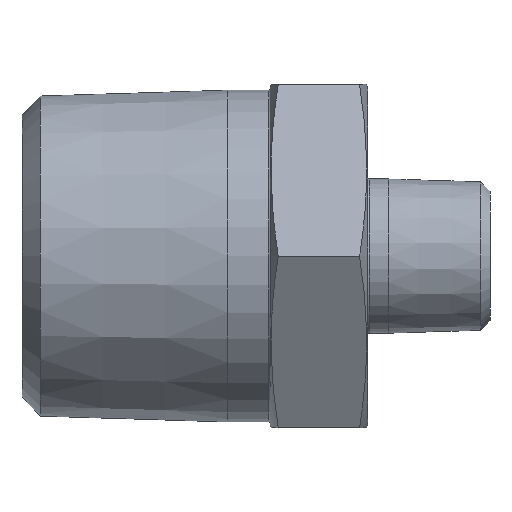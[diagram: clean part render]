
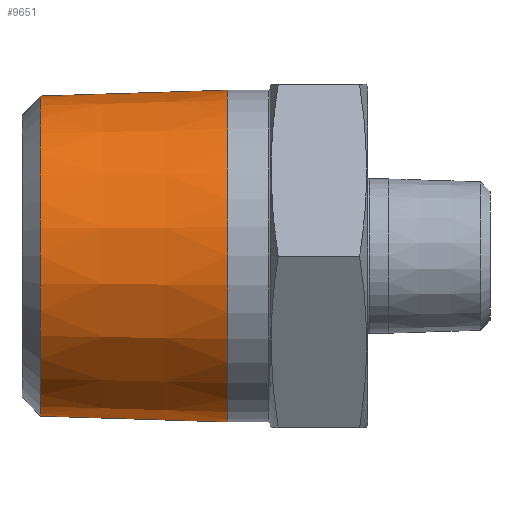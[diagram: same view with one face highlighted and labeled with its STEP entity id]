
A CAD part, front view. The second image highlights one B-rep face of the part: STEP entity #9651.
In plain terms, the highlighted conical face has half-angle 1.79 degrees and reference radius 10.477 mm.
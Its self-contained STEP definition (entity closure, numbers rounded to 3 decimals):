
#613 = CARTESIAN_POINT ( 'NONE',  ( 13.2, 0., 10.634 ) ) ;
#1560 = EDGE_LOOP ( 'NONE', ( #13731 ) ) ;
#2161 = AXIS2_PLACEMENT_3D ( 'NONE', #9160, #14699, #10444 ) ;
#2402 = ORIENTED_EDGE ( 'NONE', *, *, #14672, .T. ) ;
#2673 = EDGE_LOOP ( 'NONE', ( #2402 ) ) ;
#3004 = FACE_OUTER_BOUND ( 'NONE', #2673, .T. ) ;
#3878 = CIRCLE ( 'NONE', #2161, 10.634 ) ;
#4094 = FACE_BOUND ( 'NONE', #1560, .T. ) ;
#4180 = CARTESIAN_POINT ( 'NONE',  ( 8.2, 0., 0. ) ) ;
#4299 = CONICAL_SURFACE ( 'NONE', #5465, 10.477, 0.031 ) ;
#5465 = AXIS2_PLACEMENT_3D ( 'NONE', #4180, #16884, #8167 ) ;
#6012 = DIRECTION ( 'NONE',  ( 1., 0., 0. ) ) ;
#6143 = CARTESIAN_POINT ( 'NONE',  ( 1.161, 0., 10.258 ) ) ;
#6929 = CIRCLE ( 'NONE', #15603, 10.258 ) ;
#8167 = DIRECTION ( 'NONE',  ( 0., 0., -1. ) ) ;
#9160 = CARTESIAN_POINT ( 'NONE',  ( 13.2, 0., 0. ) ) ;
#9417 = EDGE_CURVE ( 'NONE', #11768, #11768, #6929, .T. ) ;
#9651 = ADVANCED_FACE ( 'NONE', ( #4094, #3004 ), #4299, .T. ) ;
#10444 = DIRECTION ( 'NONE',  ( 0., 0., 1. ) ) ;
#11554 = DIRECTION ( 'NONE',  ( 0., 0., 1. ) ) ;
#11768 = VERTEX_POINT ( 'NONE', #6143 ) ;
#12900 = CARTESIAN_POINT ( 'NONE',  ( 1.161, 0., 0. ) ) ;
#13731 = ORIENTED_EDGE ( 'NONE', *, *, #9417, .T. ) ;
#14672 = EDGE_CURVE ( 'NONE', #17274, #17274, #3878, .T. ) ;
#14699 = DIRECTION ( 'NONE',  ( -1., 0., 0. ) ) ;
#15603 = AXIS2_PLACEMENT_3D ( 'NONE', #12900, #6012, #11554 ) ;
#16884 = DIRECTION ( 'NONE',  ( 1., 0., 0. ) ) ;
#17274 = VERTEX_POINT ( 'NONE', #613 ) ;
